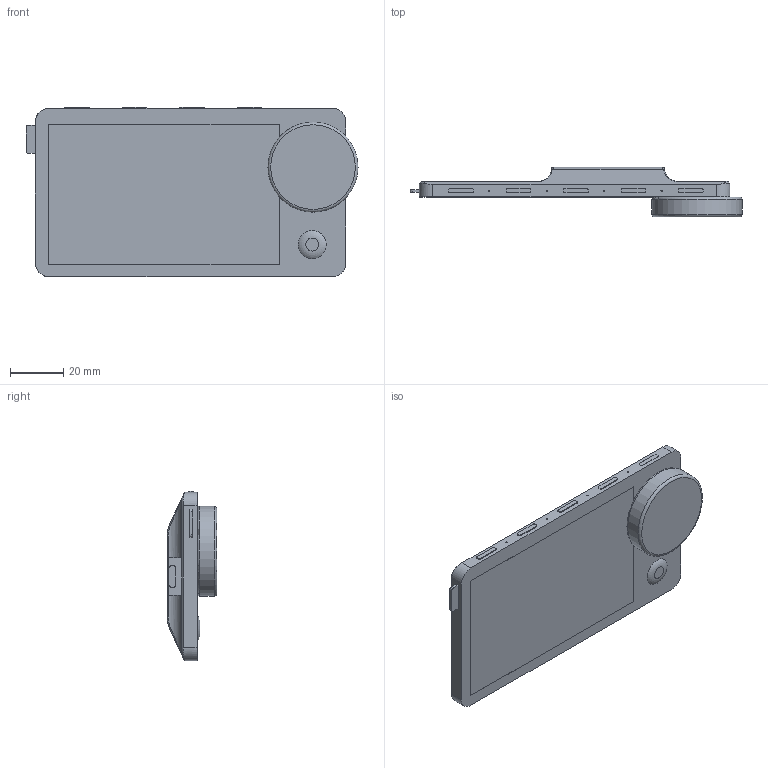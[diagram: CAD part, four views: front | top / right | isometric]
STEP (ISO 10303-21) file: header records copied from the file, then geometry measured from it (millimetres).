
FILE_DESCRIPTION(/* description */ ('STEP AP242','CAx-IF Rec.Pracs.---Representation and Presentation of Product Manufacturing Information (PMI)---4.0---2014-10-13','CAx-IF Rec.Pracs.---3D Tessellated Geometry---0.4---2014-09-14','2;1'),/* implementation_level */ '2;1');
FILE_NAME(/* name */ '67605b965c4c1c08b89f9515',/* time_stamp */ '2024-12-16T16:55:50Z',/* author */ (''),/* organization */ (''),/* preprocessor_version */ 'ST-DEVELOPER v20',/* originating_system */ 'ONSHAPE BY PTC INC, 1.191',/* authorisation */ ' ');
FILE_SCHEMA (('AP242_MANAGED_MODEL_BASED_3D_ENGINEERING_MIM_LF { 1 0 10303 442 1 1 4 }'));
Length unit declared in the file: metre
Products named in the file (1): Car Thing Model v3
Bounding box: 124.28 x 18.6 x 63.37 mm (x, y, z)
Volume: 59541.9 mm3; surface area: 18069.2 mm2
Topology: 1 solids, 1 shells, 130 faces, 324 edges, 209 vertices
Faces by surface type: plane 66, cylinder 49, bspline 8, cone 4, torus 3
Full cylindrical faces by diameter (mm): 0.5 x4, 33.7 x1
Entity records: 4054 total; most frequent: CARTESIAN_POINT 810, DIRECTION 658, ORIENTED_EDGE 628, EDGE_CURVE 314, AXIS2_PLACEMENT_3D 237, VERTEX_POINT 207, LINE 184, VECTOR 184
